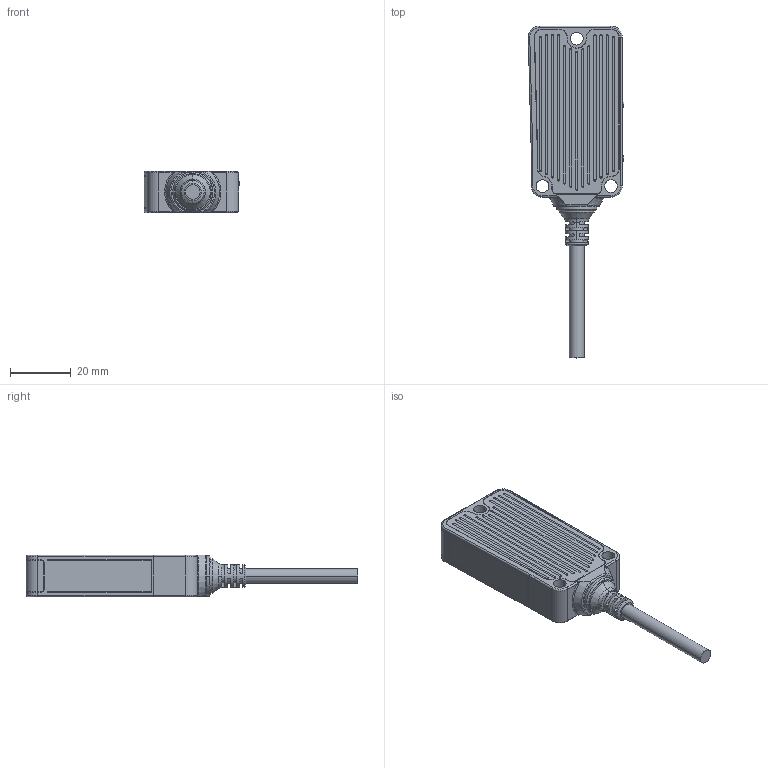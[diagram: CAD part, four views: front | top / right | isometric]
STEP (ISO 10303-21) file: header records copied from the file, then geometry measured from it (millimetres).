
FILE_DESCRIPTION((''),'2;1');
FILE_NAME('CAD0880_MLV41-54-G_FESTK','2007-06-13T',('clanger'),(''),'PRO/ENGINEER BY PARAMETRIC TECHNOLOGY CORPORATION, 2006300','PRO/ENGINEER BY PARAMETRIC TECHNOLOGY CORPORATION, 2006300','');
FILE_SCHEMA(('CONFIG_CONTROL_DESIGN'));
Length unit declared in the file: millimetre
Products named in the file (1): CAD0880_MLV41-54-G_FESTK
Bounding box: 31.5 x 109.5 x 13.6 mm (x, y, z)
Volume: 24531.2 mm3; surface area: 7678.6 mm2
Topology: 1 solids, 1 shells, 400 faces, 1024 edges, 671 vertices
Faces by surface type: cylinder 153, plane 143, sphere 62, bspline 20, torus 14, cone 8
Entity records: 17486 total; most frequent: CARTESIAN_POINT 4558, DIRECTION 2032, ORIENTED_EDGE 2030, PRESENTATION_STYLE_ASSIGNMENT 1030, STYLED_ITEM 1030, CURVE_STYLE 1027, EDGE_CURVE 1015, AXIS2_PLACEMENT_3D 748
